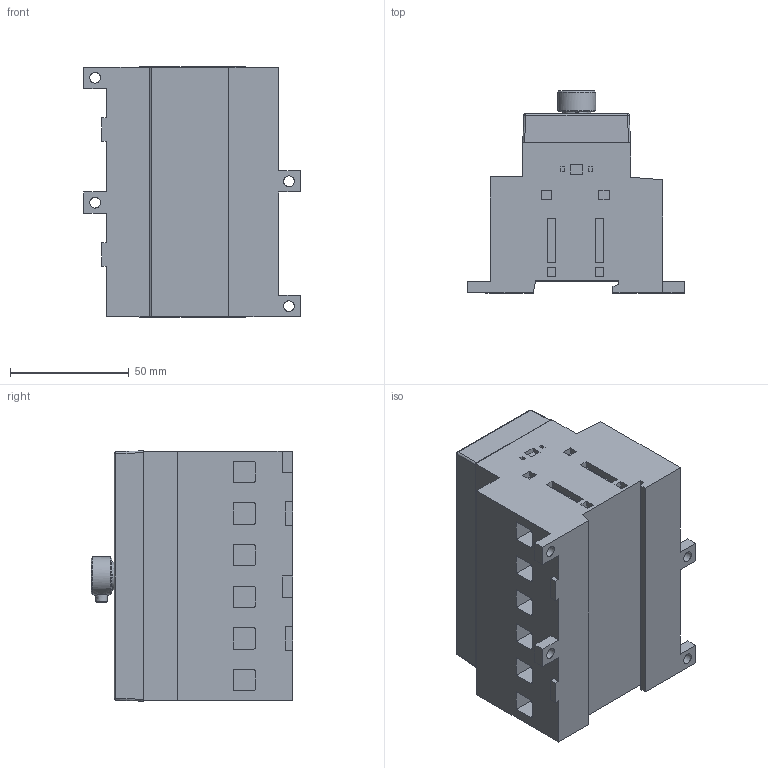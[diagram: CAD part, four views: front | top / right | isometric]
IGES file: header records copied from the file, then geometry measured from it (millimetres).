
Global section: file name: OT63-80F6_IGS.igs; preprocessor: I-DEAS 3D IGES Translator 11; date: 20090417.143000; units: millimetre
Bounding box: 91 x 84.9 x 105.25 mm (x, y, z)
Volume: 435096.6 mm3; surface area: 76806.4 mm2
Topology: 1 solids, 19 shells, 837 faces, 2055 edges, 1320 vertices
Faces by surface type: bspline 837
